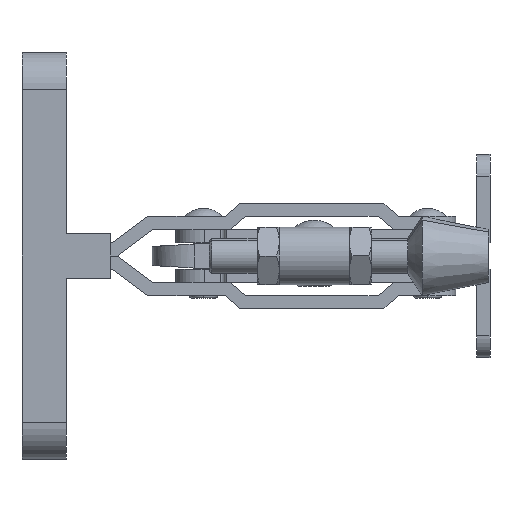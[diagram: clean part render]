
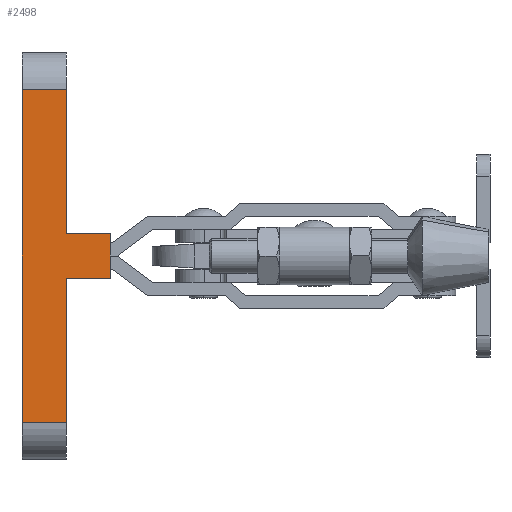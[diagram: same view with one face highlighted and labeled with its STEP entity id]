
A CAD part, left-side view. The second image highlights one B-rep face of the part: STEP entity #2498.
In plain terms, the highlighted planar face has unit normal (-1, 0, 0).
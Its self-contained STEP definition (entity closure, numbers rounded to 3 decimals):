
#52 = CARTESIAN_POINT ( 'NONE',  ( -45.15, 106., 37.65 ) ) ;
#96 = VERTEX_POINT ( 'NONE', #8798 ) ;
#231 = VERTEX_POINT ( 'NONE', #9874 ) ;
#821 = VERTEX_POINT ( 'NONE', #52 ) ;
#1367 = VECTOR ( 'NONE', #8644, 1000. ) ;
#1380 = VERTEX_POINT ( 'NONE', #2371 ) ;
#1587 = CARTESIAN_POINT ( 'NONE',  ( -45.15, 85.99, -5. ) ) ;
#1658 = EDGE_CURVE ( 'NONE', #231, #96, #9813, .T. ) ;
#1825 = EDGE_CURVE ( 'NONE', #7156, #7085, #6834, .T. ) ;
#1883 = VECTOR ( 'NONE', #9107, 1000. ) ;
#2004 = DIRECTION ( 'NONE',  ( 0., 1., 0. ) ) ;
#2073 = CARTESIAN_POINT ( 'NONE',  ( -45.15, 96., -5. ) ) ;
#2127 = LINE ( 'NONE', #9383, #1883 ) ;
#2366 = ORIENTED_EDGE ( 'NONE', *, *, #1825, .F. ) ;
#2371 = CARTESIAN_POINT ( 'NONE',  ( -45.15, 96., 37.65 ) ) ;
#2498 = ADVANCED_FACE ( 'NONE', ( #7898 ), #6286, .T. ) ;
#2670 = ORIENTED_EDGE ( 'NONE', *, *, #5753, .F. ) ;
#2908 = CARTESIAN_POINT ( 'NONE',  ( -45.15, 96., -49.893 ) ) ;
#2916 = VECTOR ( 'NONE', #9607, 1000. ) ;
#3491 = DIRECTION ( 'NONE',  ( 0., 1., 0. ) ) ;
#3734 = EDGE_LOOP ( 'NONE', ( #4173, #4934, #10007, #2670, #6791, #2366, #5313, #8811 ) ) ;
#3754 = CARTESIAN_POINT ( 'NONE',  ( -45.15, 96., -5. ) ) ;
#3843 = EDGE_CURVE ( 'NONE', #1380, #821, #2127, .T. ) ;
#4018 = LINE ( 'NONE', #2073, #7966 ) ;
#4113 = DIRECTION ( 'NONE',  ( 0., 0., 1. ) ) ;
#4173 = ORIENTED_EDGE ( 'NONE', *, *, #1658, .F. ) ;
#4268 = EDGE_CURVE ( 'NONE', #10048, #7156, #4018, .T. ) ;
#4934 = ORIENTED_EDGE ( 'NONE', *, *, #9362, .F. ) ;
#4987 = EDGE_CURVE ( 'NONE', #10048, #96, #5037, .T. ) ;
#5037 = LINE ( 'NONE', #7365, #2916 ) ;
#5102 = CARTESIAN_POINT ( 'NONE',  ( -45.15, 96., 5. ) ) ;
#5313 = ORIENTED_EDGE ( 'NONE', *, *, #4268, .F. ) ;
#5352 = DIRECTION ( 'NONE',  ( 0., 0., 1. ) ) ;
#5375 = DIRECTION ( 'NONE',  ( -1., 0., 0. ) ) ;
#5753 = EDGE_CURVE ( 'NONE', #8040, #821, #10317, .T. ) ;
#6028 = DIRECTION ( 'NONE',  ( 0., 0., -1. ) ) ;
#6286 = PLANE ( 'NONE',  #7333 ) ;
#6370 = LINE ( 'NONE', #9052, #8746 ) ;
#6510 = EDGE_CURVE ( 'NONE', #7085, #8040, #6370, .T. ) ;
#6791 = ORIENTED_EDGE ( 'NONE', *, *, #6510, .F. ) ;
#6834 = LINE ( 'NONE', #2908, #8708 ) ;
#6840 = VECTOR ( 'NONE', #8245, 1000. ) ;
#6862 = CARTESIAN_POINT ( 'NONE',  ( -45.15, 85.99, -37.65 ) ) ;
#7085 = VERTEX_POINT ( 'NONE', #9256 ) ;
#7156 = VERTEX_POINT ( 'NONE', #3754 ) ;
#7331 = LINE ( 'NONE', #5102, #6840 ) ;
#7333 = AXIS2_PLACEMENT_3D ( 'NONE', #6862, #5375, #5352 ) ;
#7365 = CARTESIAN_POINT ( 'NONE',  ( -45.15, 85.99, -37.65 ) ) ;
#7898 = FACE_OUTER_BOUND ( 'NONE', #3734, .T. ) ;
#7966 = VECTOR ( 'NONE', #2004, 1000. ) ;
#7967 = VECTOR ( 'NONE', #4113, 1000. ) ;
#8040 = VERTEX_POINT ( 'NONE', #8171 ) ;
#8050 = CARTESIAN_POINT ( 'NONE',  ( -45.15, 106., -37.65 ) ) ;
#8109 = CARTESIAN_POINT ( 'NONE',  ( -45.15, 84.058, 5. ) ) ;
#8171 = CARTESIAN_POINT ( 'NONE',  ( -45.15, 106., -37.65 ) ) ;
#8245 = DIRECTION ( 'NONE',  ( 0., 0., -1. ) ) ;
#8644 = DIRECTION ( 'NONE',  ( 0., -1., 0. ) ) ;
#8708 = VECTOR ( 'NONE', #6028, 1000. ) ;
#8746 = VECTOR ( 'NONE', #3491, 1000. ) ;
#8798 = CARTESIAN_POINT ( 'NONE',  ( -45.15, 85.99, 5. ) ) ;
#8811 = ORIENTED_EDGE ( 'NONE', *, *, #4987, .T. ) ;
#9052 = CARTESIAN_POINT ( 'NONE',  ( -45.15, 85.99, -37.65 ) ) ;
#9107 = DIRECTION ( 'NONE',  ( 0., 1., 0. ) ) ;
#9256 = CARTESIAN_POINT ( 'NONE',  ( -45.15, 96., -37.65 ) ) ;
#9362 = EDGE_CURVE ( 'NONE', #1380, #231, #7331, .T. ) ;
#9383 = CARTESIAN_POINT ( 'NONE',  ( -45.15, 85.99, 37.65 ) ) ;
#9607 = DIRECTION ( 'NONE',  ( 0., 0., 1. ) ) ;
#9813 = LINE ( 'NONE', #8109, #1367 ) ;
#9874 = CARTESIAN_POINT ( 'NONE',  ( -45.15, 96., 5. ) ) ;
#10007 = ORIENTED_EDGE ( 'NONE', *, *, #3843, .T. ) ;
#10048 = VERTEX_POINT ( 'NONE', #1587 ) ;
#10317 = LINE ( 'NONE', #8050, #7967 ) ;
